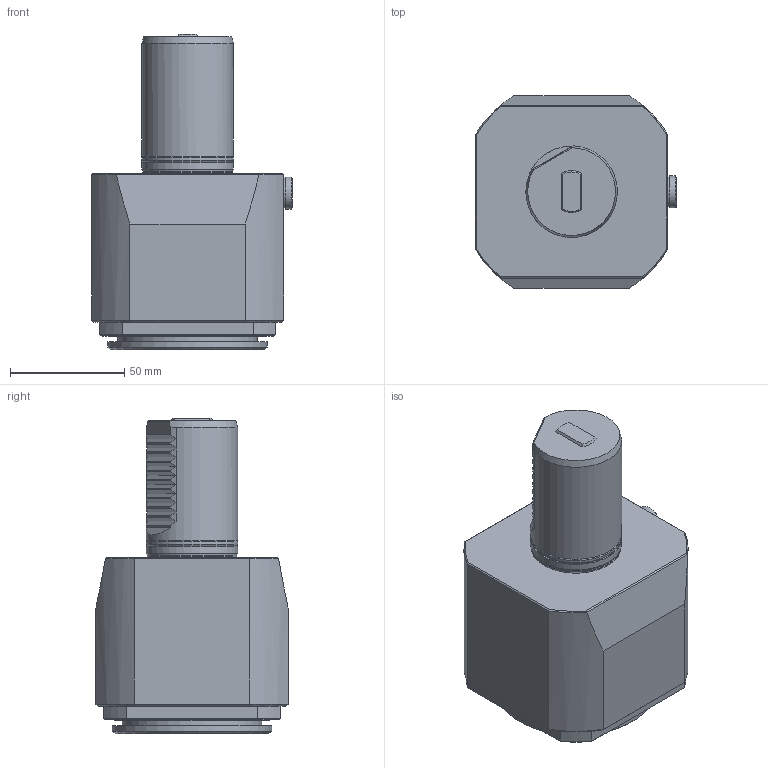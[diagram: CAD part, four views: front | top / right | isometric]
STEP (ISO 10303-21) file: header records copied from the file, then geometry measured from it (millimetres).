
FILE_DESCRIPTION(/* description */ (''),/* implementation_level */ '2;1');
FILE_NAME(/* name */ '1617971315859.stp',/* time_stamp */ '2021-04-09T14:28:41+02:00',/* author */ (''),/* organization */ ('SMS'),/* preprocessor_version */ 'ST-DEVELOPER v16.7',/* originating_system */ 'SIEMENS PLM Software NX 12.0',/* authorisation */ '');
FILE_SCHEMA (('AUTOMOTIVE_DESIGN { 1 0 10303 214 3 1 1 1 }'));
Length unit declared in the file: millimetre
Products named in the file (1): 203458418mod000_00
Bounding box: 87.85 x 84 x 138 mm (x, y, z)
Volume: 530603.4 mm3; surface area: 47114.9 mm2
Topology: 1 solids, 1 shells, 134 faces, 312 edges, 199 vertices
Faces by surface type: plane 79, cylinder 32, cone 17, torus 5, bspline 1
Full cylindrical faces by diameter (mm): 2.5 x1, 12 x4, 13.3 x1, 14 x1, 39 x1, 40 x3, 50.4 x1, 61 x1, 70 x1
Entity records: 3750 total; most frequent: CARTESIAN_POINT 897, DIRECTION 603, ORIENTED_EDGE 540, EDGE_CURVE 270, AXIS2_PLACEMENT_3D 249, VERTEX_POINT 186, EDGE_LOOP 162, ADVANCED_FACE 124
